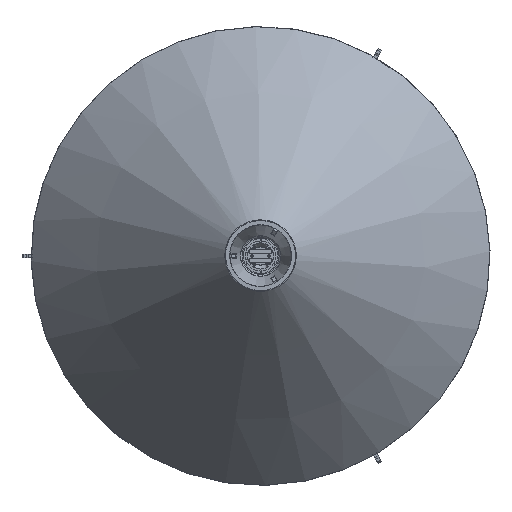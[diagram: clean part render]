
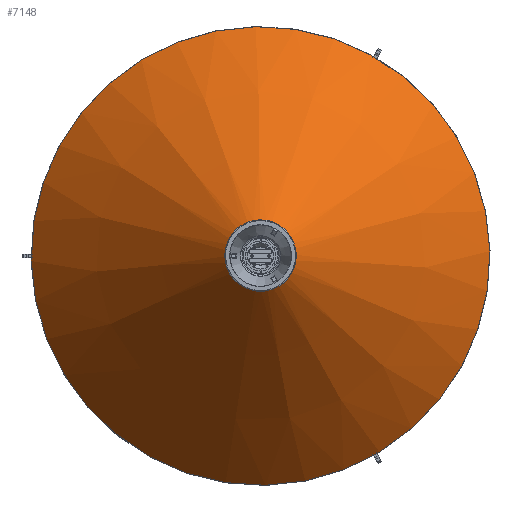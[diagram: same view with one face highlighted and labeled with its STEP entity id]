
A CAD part, top view. The second image highlights one B-rep face of the part: STEP entity #7148.
In plain terms, the highlighted conical face has half-angle 40.28 degrees and reference radius 136.5 mm.
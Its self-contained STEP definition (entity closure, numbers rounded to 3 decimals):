
#986=LINE('',#11898,#1587);
#1587=VECTOR('',#9432,136.5);
#1967=CONICAL_SURFACE('',#8047,136.5,0.703);
#2145=FACE_OUTER_BOUND('',#2574,.T.);
#2574=EDGE_LOOP('',(#5811,#5812,#5813,#5814,#5815,#5816));
#2985=CIRCLE('',#8045,236.177);
#2986=CIRCLE('',#8046,236.177);
#2987=CIRCLE('',#8048,36.823);
#2988=CIRCLE('',#8049,36.823);
#3473=VERTEX_POINT('',#11891);
#3474=VERTEX_POINT('',#11893);
#3475=VERTEX_POINT('',#11897);
#3476=VERTEX_POINT('',#11899);
#4314=EDGE_CURVE('',#3473,#3474,#2985,.T.);
#4315=EDGE_CURVE('',#3474,#3473,#2986,.T.);
#4316=EDGE_CURVE('',#3474,#3475,#986,.T.);
#4317=EDGE_CURVE('',#3476,#3475,#2987,.T.);
#4318=EDGE_CURVE('',#3475,#3476,#2988,.T.);
#5811=ORIENTED_EDGE('',*,*,#4314,.F.);
#5812=ORIENTED_EDGE('',*,*,#4315,.F.);
#5813=ORIENTED_EDGE('',*,*,#4316,.T.);
#5814=ORIENTED_EDGE('',*,*,#4317,.F.);
#5815=ORIENTED_EDGE('',*,*,#4318,.F.);
#5816=ORIENTED_EDGE('',*,*,#4316,.F.);
#7148=ADVANCED_FACE('',(#2145),#1967,.T.);
#8045=AXIS2_PLACEMENT_3D('',#11894,#9426,#9427);
#8046=AXIS2_PLACEMENT_3D('',#11895,#9428,#9429);
#8047=AXIS2_PLACEMENT_3D('',#11896,#9430,#9431);
#8048=AXIS2_PLACEMENT_3D('',#11900,#9433,#9434);
#8049=AXIS2_PLACEMENT_3D('',#11901,#9435,#9436);
#9426=DIRECTION('center_axis',(0.,0.,
-1.));
#9427=DIRECTION('ref_axis',(1.,0.,0.));
#9428=DIRECTION('center_axis',(0.,0.,
-1.));
#9429=DIRECTION('ref_axis',(1.,0.,0.));
#9430=DIRECTION('center_axis',(0.,0.,-1.));
#9431=DIRECTION('ref_axis',(-1.,0.,0.));
#9432=DIRECTION('',(-0.647,0.,0.763));
#9433=DIRECTION('center_axis',(0.,0.,
1.));
#9434=DIRECTION('ref_axis',(1.,0.,0.));
#9435=DIRECTION('center_axis',(0.,0.,
1.));
#9436=DIRECTION('ref_axis',(1.,0.,0.));
#11891=CARTESIAN_POINT('',(-236.177,0.,0.381));
#11893=CARTESIAN_POINT('',(236.177,0.,0.381));
#11894=CARTESIAN_POINT('Origin',(0.,0.,
0.381));
#11895=CARTESIAN_POINT('Origin',(0.,0.,
0.381));
#11896=CARTESIAN_POINT('Origin',(0.,0.,118.));
#11897=CARTESIAN_POINT('',(36.823,0.,235.619));
#11898=CARTESIAN_POINT('',(136.5,0.,118.));
#11899=CARTESIAN_POINT('',(-36.823,0.,235.619));
#11900=CARTESIAN_POINT('Origin',(0.,0.,
235.619));
#11901=CARTESIAN_POINT('Origin',(0.,0.,
235.619));
